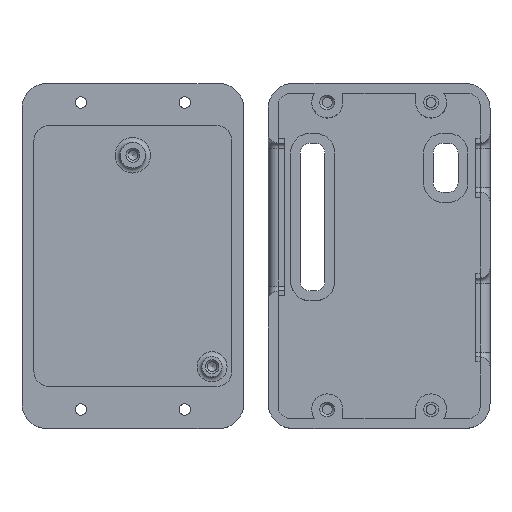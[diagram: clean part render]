
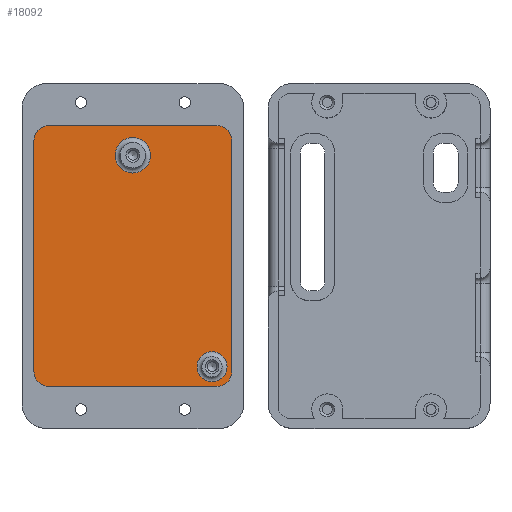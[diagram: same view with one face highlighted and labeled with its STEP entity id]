
A CAD part, top view. The second image highlights one B-rep face of the part: STEP entity #18092.
In plain terms, the highlighted planar face has unit normal (0, 0, 1).
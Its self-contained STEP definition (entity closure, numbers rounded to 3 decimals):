
#236=CIRCLE('',#19059,3.6);
#240=CIRCLE('',#19064,3.);
#241=CIRCLE('',#19065,3.);
#242=CIRCLE('',#19066,3.);
#243=CIRCLE('',#19067,3.);
#244=CIRCLE('',#19068,3.05);
#333=FACE_BOUND('',#3174,.T.);
#334=FACE_BOUND('',#3175,.T.);
#2128=FACE_OUTER_BOUND('',#3173,.T.);
#3173=EDGE_LOOP('',(#14380,#14381,#14382,#14383,#14384,#14385,#14386,#14387));
#3174=EDGE_LOOP('',(#14388));
#3175=EDGE_LOOP('',(#14389));
#4648=LINE('',#28062,#6364);
#4649=LINE('',#28066,#6365);
#4650=LINE('',#28070,#6366);
#4651=LINE('',#28073,#6367);
#6364=VECTOR('',#21226,10.);
#6365=VECTOR('',#21229,10.);
#6366=VECTOR('',#21232,10.);
#6367=VECTOR('',#21235,10.);
#8045=VERTEX_POINT('',#28050);
#8048=VERTEX_POINT('',#28058);
#8049=VERTEX_POINT('',#28059);
#8050=VERTEX_POINT('',#28061);
#8051=VERTEX_POINT('',#28063);
#8052=VERTEX_POINT('',#28065);
#8053=VERTEX_POINT('',#28067);
#8054=VERTEX_POINT('',#28069);
#8055=VERTEX_POINT('',#28071);
#8056=VERTEX_POINT('',#28074);
#10304=EDGE_CURVE('',#8045,#8045,#236,.T.);
#10308=EDGE_CURVE('',#8048,#8049,#240,.F.);
#10309=EDGE_CURVE('',#8050,#8048,#4648,.F.);
#10310=EDGE_CURVE('',#8051,#8050,#241,.F.);
#10311=EDGE_CURVE('',#8052,#8051,#4649,.F.);
#10312=EDGE_CURVE('',#8053,#8052,#242,.F.);
#10313=EDGE_CURVE('',#8054,#8053,#4650,.F.);
#10314=EDGE_CURVE('',#8055,#8054,#243,.F.);
#10315=EDGE_CURVE('',#8049,#8055,#4651,.F.);
#10316=EDGE_CURVE('',#8056,#8056,#244,.T.);
#14380=ORIENTED_EDGE('',*,*,#10308,.F.);
#14381=ORIENTED_EDGE('',*,*,#10309,.F.);
#14382=ORIENTED_EDGE('',*,*,#10310,.F.);
#14383=ORIENTED_EDGE('',*,*,#10311,.F.);
#14384=ORIENTED_EDGE('',*,*,#10312,.F.);
#14385=ORIENTED_EDGE('',*,*,#10313,.F.);
#14386=ORIENTED_EDGE('',*,*,#10314,.F.);
#14387=ORIENTED_EDGE('',*,*,#10315,.F.);
#14388=ORIENTED_EDGE('',*,*,#10316,.F.);
#14389=ORIENTED_EDGE('',*,*,#10304,.F.);
#17374=PLANE('',#19063);
#18092=ADVANCED_FACE('',(#2128,#333,#334),#17374,.T.);
#19059=AXIS2_PLACEMENT_3D('',#28051,#21214,#21215);
#19063=AXIS2_PLACEMENT_3D('',#28057,#21222,#21223);
#19064=AXIS2_PLACEMENT_3D('',#28060,#21224,#21225);
#19065=AXIS2_PLACEMENT_3D('',#28064,#21227,#21228);
#19066=AXIS2_PLACEMENT_3D('',#28068,#21230,#21231);
#19067=AXIS2_PLACEMENT_3D('',#28072,#21233,#21234);
#19068=AXIS2_PLACEMENT_3D('',#28075,#21236,#21237);
#21214=DIRECTION('center_axis',(0.,0.,1.));
#21215=DIRECTION('ref_axis',(-1.,0.,0.));
#21222=DIRECTION('center_axis',(0.,0.,1.));
#21223=DIRECTION('ref_axis',(-1.,0.,0.));
#21224=DIRECTION('center_axis',(0.,0.,1.));
#21225=DIRECTION('ref_axis',(0.,-1.,0.));
#21226=DIRECTION('',(0.,1.,0.));
#21227=DIRECTION('center_axis',(0.,0.,1.));
#21228=DIRECTION('ref_axis',(1.,0.,0.));
#21229=DIRECTION('',(-1.,0.,0.));
#21230=DIRECTION('center_axis',(0.,0.,1.));
#21231=DIRECTION('ref_axis',(0.,1.,0.));
#21232=DIRECTION('',(0.,-1.,0.));
#21233=DIRECTION('center_axis',(0.,0.,1.));
#21234=DIRECTION('ref_axis',(-1.,0.,0.));
#21235=DIRECTION('',(1.,0.,0.));
#21236=DIRECTION('center_axis',(0.,0.,1.));
#21237=DIRECTION('ref_axis',(-1.,0.,0.));
#28050=CARTESIAN_POINT('',(-3.6,20.46,1.6));
#28051=CARTESIAN_POINT('Origin',(0.,20.46,
1.6));
#28057=CARTESIAN_POINT('Origin',(0.,0.,
1.6));
#28058=CARTESIAN_POINT('',(20.075,-23.46,1.6));
#28059=CARTESIAN_POINT('',(17.075,-26.46,1.6));
#28060=CARTESIAN_POINT('Origin',(17.075,-23.46,1.6));
#28061=CARTESIAN_POINT('',(20.075,23.46,1.6));
#28062=CARTESIAN_POINT('',(20.075,11.73,1.6));
#28063=CARTESIAN_POINT('',(17.075,26.46,1.6));
#28064=CARTESIAN_POINT('Origin',(17.075,23.46,1.6));
#28065=CARTESIAN_POINT('',(-17.075,26.46,1.6));
#28066=CARTESIAN_POINT('',(-8.537,26.46,1.6));
#28067=CARTESIAN_POINT('',(-20.075,23.46,1.6));
#28068=CARTESIAN_POINT('Origin',(-17.075,23.46,1.6));
#28069=CARTESIAN_POINT('',(-20.075,-23.46,1.6));
#28070=CARTESIAN_POINT('',(-20.075,-11.73,1.6));
#28071=CARTESIAN_POINT('',(-17.075,-26.46,1.6));
#28072=CARTESIAN_POINT('Origin',(-17.075,-23.46,1.6));
#28073=CARTESIAN_POINT('',(8.538,-26.46,1.6));
#28074=CARTESIAN_POINT('',(13.025,-22.46,1.6));
#28075=CARTESIAN_POINT('Origin',(16.075,-22.46,1.6));
